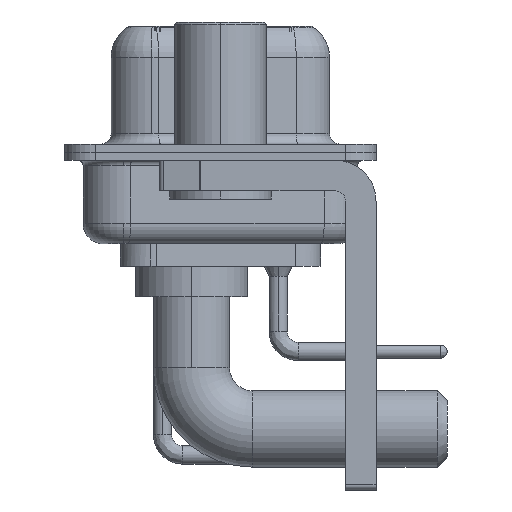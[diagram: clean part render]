
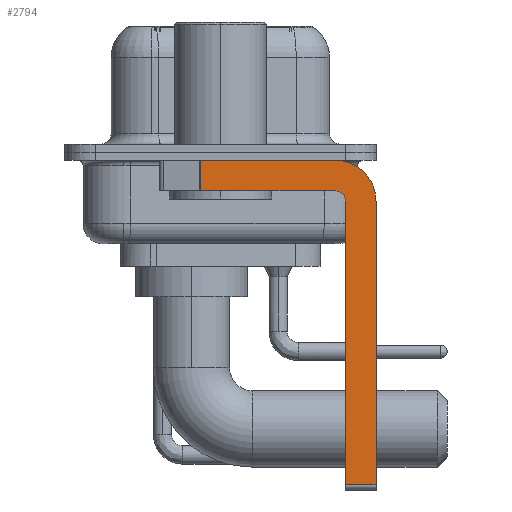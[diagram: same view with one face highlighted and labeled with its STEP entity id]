
A CAD part, left-side view. The second image highlights one B-rep face of the part: STEP entity #2794.
In plain terms, the highlighted planar face has unit normal (-1, 0, 0).
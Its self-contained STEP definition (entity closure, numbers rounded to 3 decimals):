
#375 = DIRECTION ( 'NONE',  ( -1., 0., 0. ) ) ;
#448 = DIRECTION ( 'NONE',  ( 0., 0., -1. ) ) ;
#531 = DIRECTION ( 'NONE',  ( 1., 0., 0. ) ) ;
#547 = VECTOR ( 'NONE', #12304, 1000. ) ;
#655 = CARTESIAN_POINT ( 'NONE',  ( -2.9, -6.15, -16.35 ) ) ;
#2225 = ORIENTED_EDGE ( 'NONE', *, *, #29960, .F. ) ;
#2296 = DIRECTION ( 'NONE',  ( 0., -1., 0. ) ) ;
#2438 = VERTEX_POINT ( 'NONE', #21485 ) ;
#2701 = EDGE_CURVE ( 'NONE', #29082, #30121, #3274, .T. ) ;
#2722 = ORIENTED_EDGE ( 'NONE', *, *, #20404, .F. ) ;
#2794 = ADVANCED_FACE ( 'NONE', ( #25497 ), #20336, .F. ) ;
#3274 = CIRCLE ( 'NONE', #17666, 0.5 ) ;
#3876 = ORIENTED_EDGE ( 'NONE', *, *, #5374, .F. ) ;
#5374 = EDGE_CURVE ( 'NONE', #11735, #21351, #9699, .T. ) ;
#6469 = VECTOR ( 'NONE', #2296, 1000. ) ;
#6983 = DIRECTION ( 'NONE',  ( 1., 0., 0. ) ) ;
#7165 = EDGE_CURVE ( 'NONE', #21351, #8043, #23082, .T. ) ;
#7351 = CARTESIAN_POINT ( 'NONE',  ( -2.9, -7.65, -2.4 ) ) ;
#7536 = CARTESIAN_POINT ( 'NONE',  ( -2.9, 0.978, -1.9 ) ) ;
#7645 = ORIENTED_EDGE ( 'NONE', *, *, #2701, .F. ) ;
#8043 = VERTEX_POINT ( 'NONE', #7351 ) ;
#9699 = LINE ( 'NONE', #26783, #6469 ) ;
#10210 = DIRECTION ( 'NONE',  ( 0., 0., 1. ) ) ;
#10692 = DIRECTION ( 'NONE',  ( 0., 0., -1. ) ) ;
#10843 = CARTESIAN_POINT ( 'NONE',  ( -2.9, -5.65, -2.4 ) ) ;
#11017 = CARTESIAN_POINT ( 'NONE',  ( -2.9, -5.65, -16.35 ) ) ;
#11663 = LINE ( 'NONE', #19367, #17606 ) ;
#11735 = VERTEX_POINT ( 'NONE', #13035 ) ;
#11984 = LINE ( 'NONE', #26479, #547 ) ;
#12304 = DIRECTION ( 'NONE',  ( 0., 0., -1. ) ) ;
#12903 = DIRECTION ( 'NONE',  ( 0., 0., 1. ) ) ;
#13035 = CARTESIAN_POINT ( 'NONE',  ( -2.9, 0.978, -0.4 ) ) ;
#13214 = VERTEX_POINT ( 'NONE', #655 ) ;
#14217 = ORIENTED_EDGE ( 'NONE', *, *, #22808, .T. ) ;
#14275 = VECTOR ( 'NONE', #12903, 1000. ) ;
#14495 = VECTOR ( 'NONE', #30830, 1000. ) ;
#14936 = ORIENTED_EDGE ( 'NONE', *, *, #7165, .F. ) ;
#15457 = CARTESIAN_POINT ( 'NONE',  ( -2.9, -5.65, -1.9 ) ) ;
#16665 = DIRECTION ( 'NONE',  ( 0., 0., -1. ) ) ;
#16745 = ORIENTED_EDGE ( 'NONE', *, *, #25668, .T. ) ;
#17606 = VECTOR ( 'NONE', #21470, 1000. ) ;
#17666 = AXIS2_PLACEMENT_3D ( 'NONE', #22454, #375, #10210 ) ;
#18991 = CARTESIAN_POINT ( 'NONE',  ( -2.9, 0.978, -1.9 ) ) ;
#19225 = AXIS2_PLACEMENT_3D ( 'NONE', #10843, #531, #10692 ) ;
#19367 = CARTESIAN_POINT ( 'NONE',  ( -2.9, -5.65, -1.9 ) ) ;
#19558 = VECTOR ( 'NONE', #448, 1000. ) ;
#20336 = PLANE ( 'NONE',  #19225 ) ;
#20404 = EDGE_CURVE ( 'NONE', #13214, #29082, #30130, .T. ) ;
#20643 = CARTESIAN_POINT ( 'NONE',  ( -2.9, -5.65, -0.4 ) ) ;
#20902 = CARTESIAN_POINT ( 'NONE',  ( -2.9, -6.15, -2.4 ) ) ;
#20987 = LINE ( 'NONE', #11017, #14495 ) ;
#21351 = VERTEX_POINT ( 'NONE', #20643 ) ;
#21470 = DIRECTION ( 'NONE',  ( 0., 1., 0. ) ) ;
#21485 = CARTESIAN_POINT ( 'NONE',  ( -2.9, -7.65, -16.35 ) ) ;
#22454 = CARTESIAN_POINT ( 'NONE',  ( -2.9, -5.65, -2.4 ) ) ;
#22723 = CARTESIAN_POINT ( 'NONE',  ( -2.9, -6.15, -16.6 ) ) ;
#22749 = VERTEX_POINT ( 'NONE', #18991 ) ;
#22808 = EDGE_CURVE ( 'NONE', #11735, #22749, #27044, .T. ) ;
#23082 = CIRCLE ( 'NONE', #26667, 2. ) ;
#23414 = ORIENTED_EDGE ( 'NONE', *, *, #27207, .F. ) ;
#25497 = FACE_OUTER_BOUND ( 'NONE', #30131, .T. ) ;
#25668 = EDGE_CURVE ( 'NONE', #13214, #2438, #20987, .T. ) ;
#26479 = CARTESIAN_POINT ( 'NONE',  ( -2.9, -7.65, -2.4 ) ) ;
#26667 = AXIS2_PLACEMENT_3D ( 'NONE', #29073, #6983, #16665 ) ;
#26783 = CARTESIAN_POINT ( 'NONE',  ( -2.9, 3., -0.4 ) ) ;
#27044 = LINE ( 'NONE', #7536, #19558 ) ;
#27207 = EDGE_CURVE ( 'NONE', #8043, #2438, #11984, .T. ) ;
#29073 = CARTESIAN_POINT ( 'NONE',  ( -2.9, -5.65, -2.4 ) ) ;
#29082 = VERTEX_POINT ( 'NONE', #20902 ) ;
#29960 = EDGE_CURVE ( 'NONE', #30121, #22749, #11663, .T. ) ;
#30121 = VERTEX_POINT ( 'NONE', #15457 ) ;
#30130 = LINE ( 'NONE', #22723, #14275 ) ;
#30131 = EDGE_LOOP ( 'NONE', ( #3876, #14217, #2225, #7645, #2722, #16745, #23414, #14936 ) ) ;
#30830 = DIRECTION ( 'NONE',  ( 0., -1., 0. ) ) ;
